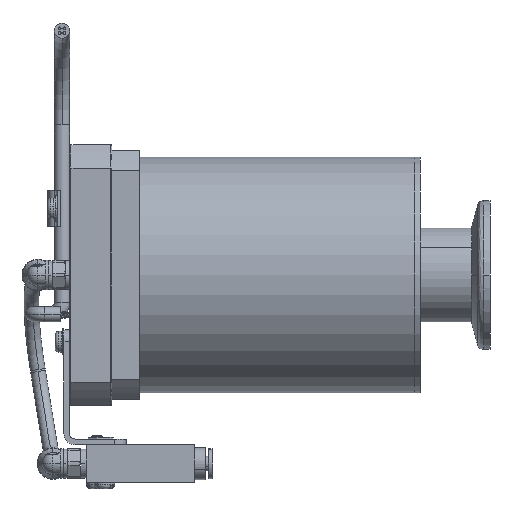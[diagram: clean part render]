
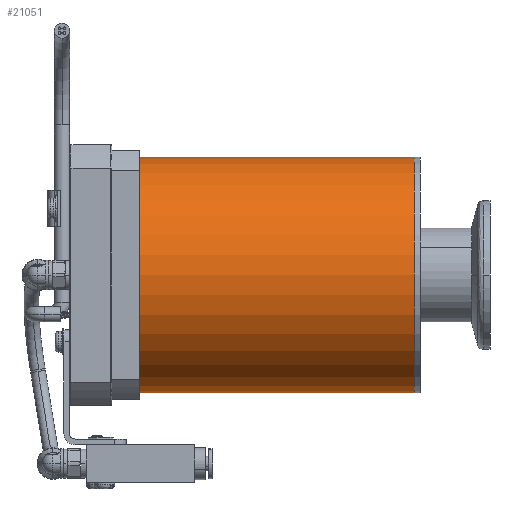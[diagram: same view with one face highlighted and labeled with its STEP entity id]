
A CAD part, left-side view. The second image highlights one B-rep face of the part: STEP entity #21051.
In plain terms, the highlighted cylindrical face has radius 31.75 mm (diameter 63.5 mm), a partial arc.
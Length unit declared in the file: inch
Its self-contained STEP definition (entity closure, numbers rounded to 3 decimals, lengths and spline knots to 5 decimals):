
#1084 = FACE_OUTER_BOUND ( 'NONE', #24655, .T. ) ;
#4686 = DIRECTION ( 'NONE',  ( 0., -1., 0. ) ) ;
#5350 = CARTESIAN_POINT ( 'NONE',  ( 0., 2.79594, -1.25 ) ) ;
#5995 = LINE ( 'NONE', #16114, #15237 ) ;
#6185 = VERTEX_POINT ( 'NONE', #5350 ) ;
#6857 = EDGE_CURVE ( 'NONE', #17998, #15333, #10904, .T. ) ;
#8727 = CARTESIAN_POINT ( 'NONE',  ( 0., 2.79594, 0. ) ) ;
#8980 = DIRECTION ( 'NONE',  ( 0., -1., 0. ) ) ;
#10367 = EDGE_CURVE ( 'NONE', #16195, #15333, #5995, .T. ) ;
#10904 = CIRCLE ( 'NONE', #20028, 1.25 ) ;
#12199 = DIRECTION ( 'NONE',  ( 0., -1., 0. ) ) ;
#12355 = CYLINDRICAL_SURFACE ( 'NONE', #25621, 1.25 ) ;
#12576 = EDGE_CURVE ( 'NONE', #6185, #17998, #22091, .T. ) ;
#13011 = DIRECTION ( 'NONE',  ( 0., 1., 0. ) ) ;
#15237 = VECTOR ( 'NONE', #12199, 39.37008 ) ;
#15283 = CARTESIAN_POINT ( 'NONE',  ( 0., -0.17906, 0. ) ) ;
#15333 = VERTEX_POINT ( 'NONE', #19474 ) ;
#15620 = ORIENTED_EDGE ( 'NONE', *, *, #10367, .F. ) ;
#15741 = AXIS2_PLACEMENT_3D ( 'NONE', #8727, #13011, #22617 ) ;
#16114 = CARTESIAN_POINT ( 'NONE',  ( 0., 2.79594, 1.25 ) ) ;
#16141 = CIRCLE ( 'NONE', #15741, 1.25 ) ;
#16190 = CARTESIAN_POINT ( 'NONE',  ( 0., -0.17906, -1.25 ) ) ;
#16195 = VERTEX_POINT ( 'NONE', #17571 ) ;
#16908 = DIRECTION ( 'NONE',  ( 0., 0., -1. ) ) ;
#17397 = ORIENTED_EDGE ( 'NONE', *, *, #22169, .F. ) ;
#17571 = CARTESIAN_POINT ( 'NONE',  ( 0., 2.79594, 1.25 ) ) ;
#17998 = VERTEX_POINT ( 'NONE', #16190 ) ;
#18852 = CARTESIAN_POINT ( 'NONE',  ( 0., 2.79594, 0. ) ) ;
#19474 = CARTESIAN_POINT ( 'NONE',  ( 0., -0.17906, 1.25 ) ) ;
#19966 = VECTOR ( 'NONE', #4686, 39.37008 ) ;
#20028 = AXIS2_PLACEMENT_3D ( 'NONE', #15283, #23189, #21240 ) ;
#20063 = ORIENTED_EDGE ( 'NONE', *, *, #12576, .T. ) ;
#21051 = ADVANCED_FACE ( 'NONE', ( #1084 ), #12355, .T. ) ;
#21240 = DIRECTION ( 'NONE',  ( 0., 0., 1. ) ) ;
#22091 = LINE ( 'NONE', #22473, #19966 ) ;
#22169 = EDGE_CURVE ( 'NONE', #6185, #16195, #16141, .T. ) ;
#22473 = CARTESIAN_POINT ( 'NONE',  ( 0., 2.79594, -1.25 ) ) ;
#22617 = DIRECTION ( 'NONE',  ( 0., 0., 1. ) ) ;
#23189 = DIRECTION ( 'NONE',  ( 0., 1., 0. ) ) ;
#24283 = ORIENTED_EDGE ( 'NONE', *, *, #6857, .T. ) ;
#24655 = EDGE_LOOP ( 'NONE', ( #15620, #17397, #20063, #24283 ) ) ;
#25621 = AXIS2_PLACEMENT_3D ( 'NONE', #18852, #8980, #16908 ) ;
